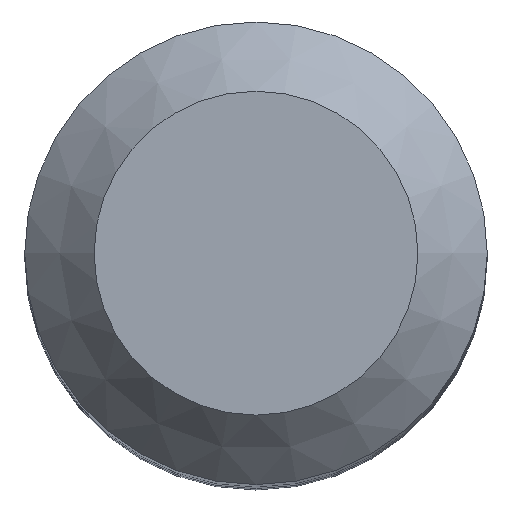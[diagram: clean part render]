
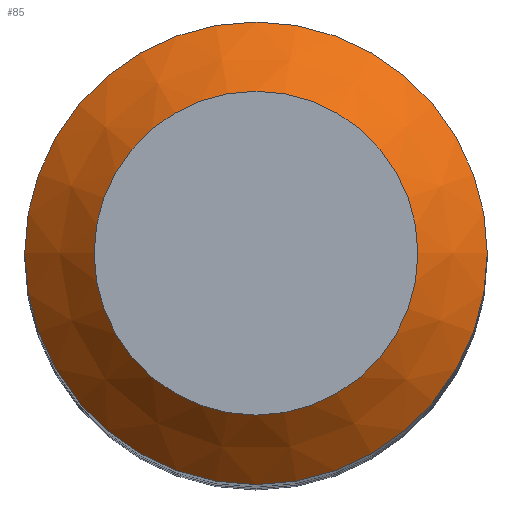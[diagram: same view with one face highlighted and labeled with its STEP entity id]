
A CAD part, top view. The second image highlights one B-rep face of the part: STEP entity #85.
In plain terms, the highlighted conical face has half-angle 45 degrees and reference radius 8 mm.
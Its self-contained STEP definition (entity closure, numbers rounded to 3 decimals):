
#50=CONICAL_SURFACE('',#243,8.,45.);
#62=FACE_BOUND('',#110,.T.);
#63=FACE_BOUND('',#111,.T.);
#85=ADVANCED_FACE('',(#62,#63),#50,.T.);
#110=EDGE_LOOP('',(#136));
#111=EDGE_LOOP('',(#137));
#136=ORIENTED_EDGE('',*,*,#172,.T.);
#137=ORIENTED_EDGE('',*,*,#173,.F.);
#158=VERTEX_POINT('',#371);
#159=VERTEX_POINT('',#374);
#172=EDGE_CURVE('',#158,#158,#185,.T.);
#173=EDGE_CURVE('',#159,#159,#186,.T.);
#185=CIRCLE('',#240,5.6);
#186=CIRCLE('',#242,8.);
#240=AXIS2_PLACEMENT_3D('',#370,#284,#285);
#242=AXIS2_PLACEMENT_3D('',#373,#288,#289);
#243=AXIS2_PLACEMENT_3D('',#375,#290,#291);
#284=DIRECTION('',(0.,0.,-1.));
#285=DIRECTION('',(1.,0.,0.));
#288=DIRECTION('',(0.,0.,-1.));
#289=DIRECTION('',(1.,0.,0.));
#290=DIRECTION('',(0.,0.,-1.));
#291=DIRECTION('',(1.,0.,0.));
#370=CARTESIAN_POINT('',(0.,0.,0.));
#371=CARTESIAN_POINT('',(5.6,0.,0.));
#373=CARTESIAN_POINT('',(0.,0.,-2.4));
#374=CARTESIAN_POINT('',(8.,0.,-2.4));
#375=CARTESIAN_POINT('',(0.,0.,-2.4));
